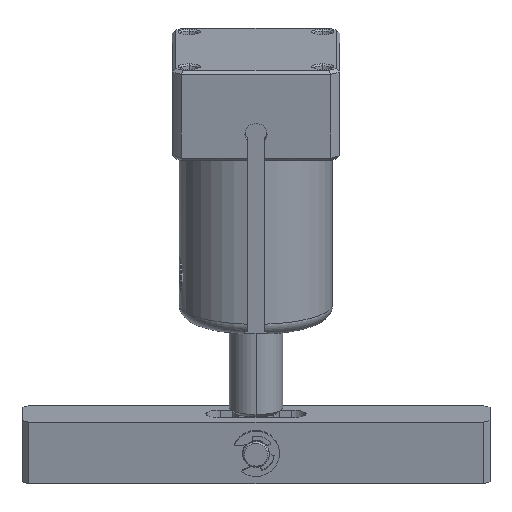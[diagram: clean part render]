
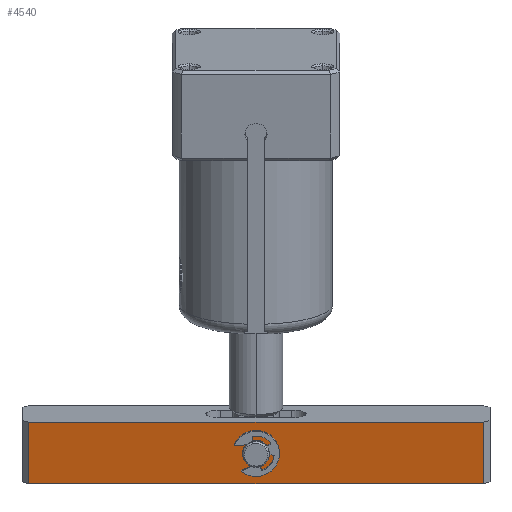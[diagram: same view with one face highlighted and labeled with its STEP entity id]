
A CAD part, top view. The second image highlights one B-rep face of the part: STEP entity #4540.
In plain terms, the highlighted face is planar.
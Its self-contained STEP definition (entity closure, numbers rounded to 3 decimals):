
#50 = ORIENTED_EDGE ( 'NONE', *, *, #8560, .F. ) ;
#340 = DIRECTION ( 'NONE',  ( 1., 0., 0. ) ) ;
#383 = VERTEX_POINT ( 'NONE', #15964 ) ;
#716 = LINE ( 'NONE', #15509, #4382 ) ;
#1048 = EDGE_LOOP ( 'NONE', ( #50, #12872 ) ) ;
#1261 = VERTEX_POINT ( 'NONE', #2509 ) ;
#1717 = CARTESIAN_POINT ( 'NONE',  ( 13530.757, 2355.591, 19. ) ) ;
#1815 = CARTESIAN_POINT ( 'NONE',  ( 13462.757, 2355.591, 9.5 ) ) ;
#2042 = EDGE_LOOP ( 'NONE', ( #7282, #5323, #6949, #9817 ) ) ;
#2178 = VECTOR ( 'NONE', #3745, 1000. ) ;
#2509 = CARTESIAN_POINT ( 'NONE',  ( 13530.757, 2355.591, 0. ) ) ;
#2515 = CARTESIAN_POINT ( 'NONE',  ( 13394.757, 2355.591, 19. ) ) ;
#2610 = LINE ( 'NONE', #8979, #5856 ) ;
#2790 = VECTOR ( 'NONE', #11810, 1000. ) ;
#2955 = LINE ( 'NONE', #2515, #2178 ) ;
#3054 = DIRECTION ( 'NONE',  ( 0., 0., 1. ) ) ;
#3145 = EDGE_CURVE ( 'NONE', #383, #1261, #2610, .T. ) ;
#3337 = EDGE_CURVE ( 'NONE', #1261, #5448, #7233, .T. ) ;
#3745 = DIRECTION ( 'NONE',  ( -1., 0., 0. ) ) ;
#4113 = FACE_BOUND ( 'NONE', #1048, .T. ) ;
#4382 = VECTOR ( 'NONE', #9358, 1000. ) ;
#4540 = ADVANCED_FACE ( 'NONE', ( #15685, #4113 ), #13513, .F. ) ;
#4587 = EDGE_CURVE ( 'NONE', #5448, #4673, #2955, .T. ) ;
#4673 = VERTEX_POINT ( 'NONE', #14864 ) ;
#5178 = CIRCLE ( 'NONE', #7930, 4. ) ;
#5323 = ORIENTED_EDGE ( 'NONE', *, *, #3145, .F. ) ;
#5448 = VERTEX_POINT ( 'NONE', #1717 ) ;
#5500 = EDGE_CURVE ( 'NONE', #10144, #7411, #14447, .T. ) ;
#5856 = VECTOR ( 'NONE', #340, 1000. ) ;
#6107 = CARTESIAN_POINT ( 'NONE',  ( 13394.757, 2355.591, 19. ) ) ;
#6529 = DIRECTION ( 'NONE',  ( 0., 1., 0. ) ) ;
#6949 = ORIENTED_EDGE ( 'NONE', *, *, #9571, .F. ) ;
#7075 = AXIS2_PLACEMENT_3D ( 'NONE', #1815, #10426, #3054 ) ;
#7233 = LINE ( 'NONE', #10565, #2790 ) ;
#7269 = CARTESIAN_POINT ( 'NONE',  ( 13462.757, 2355.591, 13.5 ) ) ;
#7282 = ORIENTED_EDGE ( 'NONE', *, *, #3337, .F. ) ;
#7375 = DIRECTION ( 'NONE',  ( 0., 0., -1. ) ) ;
#7411 = VERTEX_POINT ( 'NONE', #7269 ) ;
#7930 = AXIS2_PLACEMENT_3D ( 'NONE', #13926, #6529, #15178 ) ;
#8560 = EDGE_CURVE ( 'NONE', #7411, #10144, #5178, .T. ) ;
#8979 = CARTESIAN_POINT ( 'NONE',  ( 13394.757, 2355.591, 0. ) ) ;
#9358 = DIRECTION ( 'NONE',  ( 0., 0., -1. ) ) ;
#9423 = AXIS2_PLACEMENT_3D ( 'NONE', #6107, #14758, #7375 ) ;
#9571 = EDGE_CURVE ( 'NONE', #4673, #383, #716, .T. ) ;
#9817 = ORIENTED_EDGE ( 'NONE', *, *, #4587, .F. ) ;
#10144 = VERTEX_POINT ( 'NONE', #15076 ) ;
#10426 = DIRECTION ( 'NONE',  ( 0., 1., 0. ) ) ;
#10565 = CARTESIAN_POINT ( 'NONE',  ( 13530.757, 2355.591, 19. ) ) ;
#11810 = DIRECTION ( 'NONE',  ( 0., 0., 1. ) ) ;
#12872 = ORIENTED_EDGE ( 'NONE', *, *, #5500, .F. ) ;
#13513 = PLANE ( 'NONE',  #9423 ) ;
#13926 = CARTESIAN_POINT ( 'NONE',  ( 13462.757, 2355.591, 9.5 ) ) ;
#14447 = CIRCLE ( 'NONE', #7075, 4. ) ;
#14758 = DIRECTION ( 'NONE',  ( 0., -1., 0. ) ) ;
#14864 = CARTESIAN_POINT ( 'NONE',  ( 13394.757, 2355.591, 19. ) ) ;
#15076 = CARTESIAN_POINT ( 'NONE',  ( 13462.757, 2355.591, 5.5 ) ) ;
#15178 = DIRECTION ( 'NONE',  ( 0., 0., 1. ) ) ;
#15509 = CARTESIAN_POINT ( 'NONE',  ( 13394.757, 2355.591, 19. ) ) ;
#15685 = FACE_OUTER_BOUND ( 'NONE', #2042, .T. ) ;
#15964 = CARTESIAN_POINT ( 'NONE',  ( 13394.757, 2355.591, 0. ) ) ;
